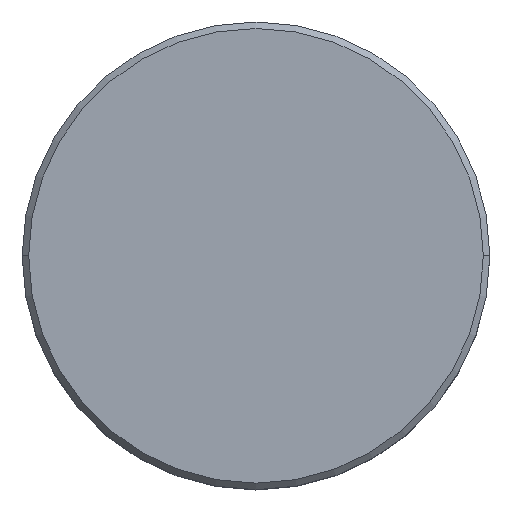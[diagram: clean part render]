
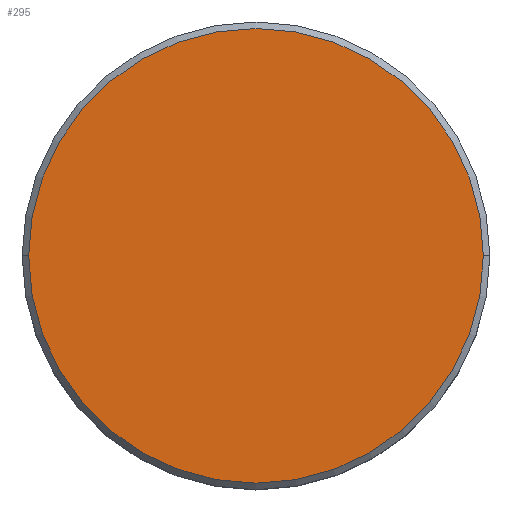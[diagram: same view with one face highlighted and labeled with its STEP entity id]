
A CAD part, top view. The second image highlights one B-rep face of the part: STEP entity #295.
In plain terms, the highlighted planar face has unit normal (0, 0, 1).
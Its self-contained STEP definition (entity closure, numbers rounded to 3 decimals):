
#4 = CARTESIAN_POINT ( 'NONE',  ( 0., 0., 0. ) ) ;
#15 = CARTESIAN_POINT ( 'NONE',  ( 17.5, 0., 0. ) ) ;
#55 = AXIS2_PLACEMENT_3D ( 'NONE', #459, #278, #75 ) ;
#75 = DIRECTION ( 'NONE',  ( 1., 0., 0. ) ) ;
#82 = DIRECTION ( 'NONE',  ( 1., 0., 0. ) ) ;
#85 = AXIS2_PLACEMENT_3D ( 'NONE', #4, #289, #82 ) ;
#122 = EDGE_CURVE ( 'NONE', #338, #394, #235, .T. ) ;
#138 = CIRCLE ( 'NONE', #381, 17.5 ) ;
#230 = ORIENTED_EDGE ( 'NONE', *, *, #122, .T. ) ;
#235 = CIRCLE ( 'NONE', #55, 17.5 ) ;
#243 = ORIENTED_EDGE ( 'NONE', *, *, #436, .T. ) ;
#278 = DIRECTION ( 'NONE',  ( 0., 0., 1. ) ) ;
#289 = DIRECTION ( 'NONE',  ( 0., 0., 1. ) ) ;
#295 = ADVANCED_FACE ( 'NONE', ( #317 ), #320, .T. ) ;
#317 = FACE_OUTER_BOUND ( 'NONE', #327, .T. ) ;
#320 = PLANE ( 'NONE',  #85 ) ;
#324 = CARTESIAN_POINT ( 'NONE',  ( -17.5, 0., 0. ) ) ;
#327 = EDGE_LOOP ( 'NONE', ( #243, #230 ) ) ;
#338 = VERTEX_POINT ( 'NONE', #15 ) ;
#377 = CARTESIAN_POINT ( 'NONE',  ( 0., 0., 0. ) ) ;
#381 = AXIS2_PLACEMENT_3D ( 'NONE', #377, #415, #411 ) ;
#394 = VERTEX_POINT ( 'NONE', #324 ) ;
#411 = DIRECTION ( 'NONE',  ( 1., 0., 0. ) ) ;
#415 = DIRECTION ( 'NONE',  ( 0., 0., 1. ) ) ;
#436 = EDGE_CURVE ( 'NONE', #394, #338, #138, .T. ) ;
#459 = CARTESIAN_POINT ( 'NONE',  ( 0., 0., 0. ) ) ;
